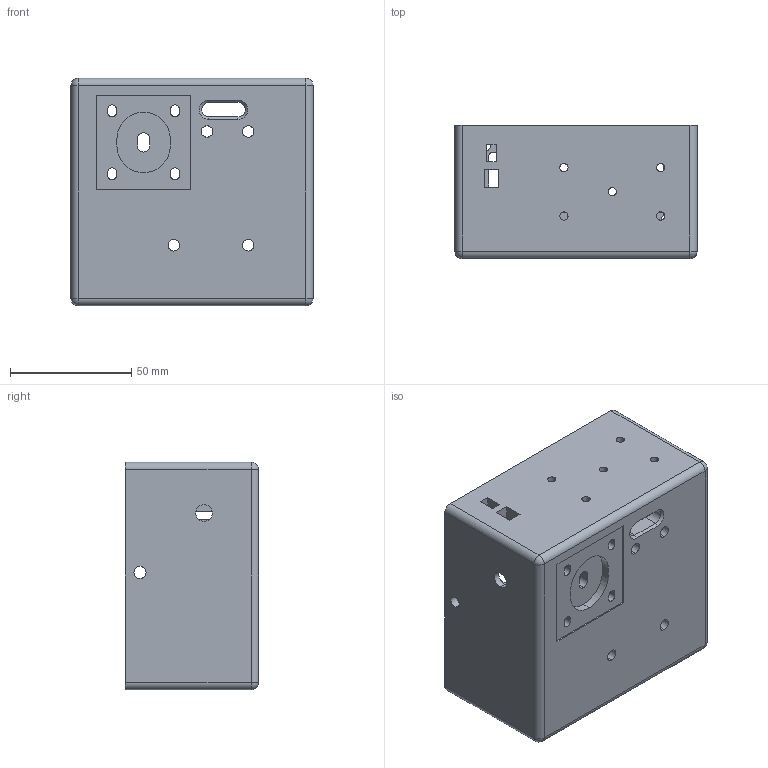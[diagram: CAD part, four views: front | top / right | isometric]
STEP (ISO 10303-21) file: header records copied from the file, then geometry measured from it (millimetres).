
FILE_DESCRIPTION (( 'STEP AP214' ), '1' );
FILE_NAME ('MainBody-V2.STEP', '2021-11-16T00:57:06', ( '' ), ( '' ), 'SwSTEP 2.0', 'SolidWorks 2020', '' );
FILE_SCHEMA (( 'AUTOMOTIVE_DESIGN' ));
Length unit declared in the file: millimetre
Products named in the file (1): MainBody-V2
Bounding box: 100 x 55 x 94 mm (x, y, z)
Volume: 157548.4 mm3; surface area: 55318.5 mm2
Topology: 1 solids, 1 shells, 227 faces, 595 edges, 382 vertices
Faces by surface type: plane 107, cylinder 104, cone 12, sphere 4
Entity records: 7123 total; most frequent: DIRECTION 1267, CARTESIAN_POINT 1201, ORIENTED_EDGE 1182, EDGE_CURVE 591, AXIS2_PLACEMENT_3D 448, VERTEX_POINT 382, VECTOR 371, LINE 371
